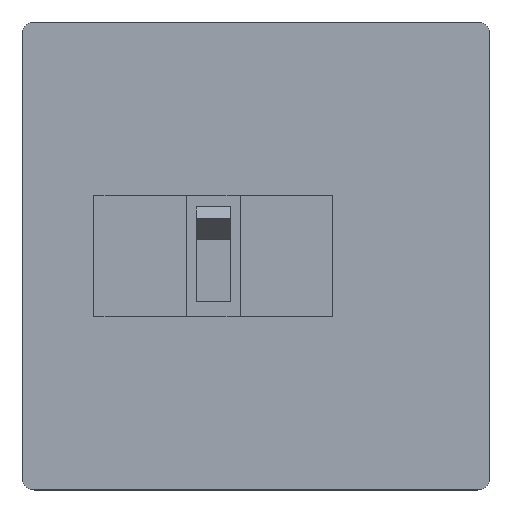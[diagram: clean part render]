
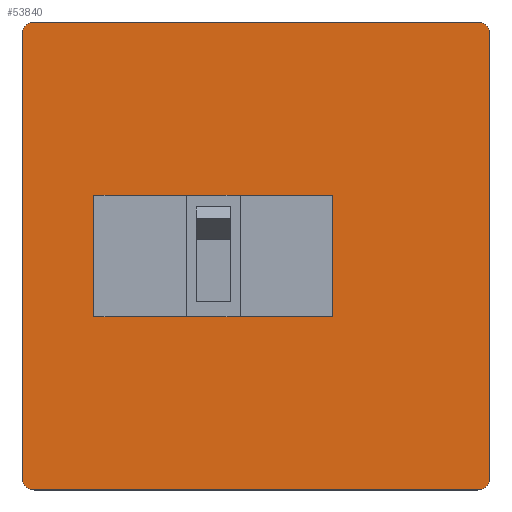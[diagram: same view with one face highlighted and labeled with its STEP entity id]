
A CAD part, top view. The second image highlights one B-rep face of the part: STEP entity #53840.
In plain terms, the highlighted planar face has unit normal (0, 0, 1).
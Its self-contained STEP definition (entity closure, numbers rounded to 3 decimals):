
#43940=CARTESIAN_POINT('',(187.,192.,-17.995));
#43950=DIRECTION('',(0.,-1.,0.));
#43960=VECTOR('',#43950,1.);
#43970=LINE('',#43940,#43960);
#43980=CARTESIAN_POINT('',(187.,187.,-17.995));
#43990=VERTEX_POINT('',#43980);
#44000=CARTESIAN_POINT('',(187.,5.,-17.995));
#44010=VERTEX_POINT('',#44000);
#44020=EDGE_CURVE('',#43990,#44010,#43970,.T.);
#44740=CARTESIAN_POINT('',(182.,187.,-17.995));
#44750=DIRECTION('',(0.,0.,-1.));
#44760=DIRECTION('',(-1.,0.,0.));
#44770=AXIS2_PLACEMENT_3D('',#44740,#44750,#44760);
#44780=CIRCLE('',#44770,5.);
#44790=CARTESIAN_POINT('',(182.,192.,-17.995));
#44800=VERTEX_POINT('',#44790);
#44810=EDGE_CURVE('',#44800,#43990,#44780,.T.);
#45200=CARTESIAN_POINT('',(182.,0.,-17.995));
#45210=VERTEX_POINT('',#45200);
#45240=CARTESIAN_POINT('',(182.,5.,-17.995));
#45250=DIRECTION('',(0.,0.,-1.));
#45260=DIRECTION('',(-1.,0.,0.));
#45270=AXIS2_PLACEMENT_3D('',#45240,#45250,#45260);
#45280=CIRCLE('',#45270,5.);
#45290=EDGE_CURVE('',#44010,#45210,#45280,.T.);
#47980=CARTESIAN_POINT('',(-5.,187.,-17.995));
#47990=VERTEX_POINT('',#47980);
#48020=CARTESIAN_POINT('',(-5.,0.,-17.995));
#48030=DIRECTION('',(0.,1.,0.));
#48040=VECTOR('',#48030,1.);
#48050=LINE('',#48020,#48040);
#48060=CARTESIAN_POINT('',(-5.,5.,-17.995));
#48070=VERTEX_POINT('',#48060);
#48080=EDGE_CURVE('',#48070,#47990,#48050,.T.);
#48770=CARTESIAN_POINT('',(0.,192.,-17.995))
;
#48780=VERTEX_POINT('',#48770);
#48810=CARTESIAN_POINT('',(0.,187.,-17.995))
;
#48820=DIRECTION('',(0.,0.,-1.));
#48830=DIRECTION('',(-1.,0.,0.));
#48840=AXIS2_PLACEMENT_3D('',#48810,#48820,#48830);
#48850=CIRCLE('',#48840,5.);
#48860=EDGE_CURVE('',#47990,#48780,#48850,.T.);
#48970=CARTESIAN_POINT('',(0.,5.,-17.995));
#48980=DIRECTION('',(0.,0.,1.));
#48990=DIRECTION('',(1.,0.,0.));
#49000=AXIS2_PLACEMENT_3D('',#48970,#48980,#48990);
#49010=CIRCLE('',#49000,5.);
#49020=CARTESIAN_POINT('',(0.,0.,-17.995));
#49030=VERTEX_POINT('',#49020);
#49040=EDGE_CURVE('',#48070,#49030,#49010,.T.);
#49300=CARTESIAN_POINT('',(187.,192.,-17.995));
#49310=DIRECTION('',(-1.,0.,0.));
#49320=VECTOR('',#49310,1.);
#49330=LINE('',#49300,#49320);
#49340=EDGE_CURVE('',#44800,#48780,#49330,.T.);
#53130=CARTESIAN_POINT('',(187.,0.,-17.995));
#53140=DIRECTION('',(-1.,0.,0.));
#53150=VECTOR('',#53140,1.);
#53160=LINE('',#53130,#53150);
#53170=EDGE_CURVE('',#45210,#49030,#53160,.T.);
#53350=CARTESIAN_POINT('',(187.,192.,-17.995));
#53360=DIRECTION('',(0.,0.,1.));
#53370=DIRECTION('',(0.,1.,0.));
#53380=AXIS2_PLACEMENT_3D('',#53350,#53360,#53370);
#53390=PLANE('',#53380);
#53400=ORIENTED_EDGE('',*,*,#45290,.F.);
#53410=ORIENTED_EDGE('',*,*,#53170,.F.);
#53420=ORIENTED_EDGE('',*,*,#49040,.T.);
#53430=ORIENTED_EDGE('',*,*,#48080,.F.);
#53440=ORIENTED_EDGE('',*,*,#48860,.F.);
#53450=ORIENTED_EDGE('',*,*,#49340,.T.);
#53460=ORIENTED_EDGE('',*,*,#44810,.F.);
#53470=ORIENTED_EDGE('',*,*,#44020,.F.);
#53480=EDGE_LOOP('',(#53470,#53460,#53450,#53440,#53430,#53420,#53410,
#53400));
#53490=FACE_OUTER_BOUND('',#53480,.T.);
#53500=CARTESIAN_POINT('',(0.,71.,-17.995));
#53510=DIRECTION('',(1.,0.,0.));
#53520=VECTOR('',#53510,1.);
#53530=LINE('',#53500,#53520);
#53540=CARTESIAN_POINT('',(24.5,71.,-17.995));
#53550=VERTEX_POINT('',#53540);
#53560=CARTESIAN_POINT('',(122.5,71.,-17.995));
#53570=VERTEX_POINT('',#53560);
#53580=EDGE_CURVE('',#53550,#53570,#53530,.T.);
#53590=ORIENTED_EDGE('',*,*,#53580,.F.);
#53600=CARTESIAN_POINT('',(122.5,0.,-17.995));
#53610=DIRECTION('',(0.,1.,0.));
#53620=VECTOR('',#53610,1.);
#53630=LINE('',#53600,#53620);
#53640=CARTESIAN_POINT('',(122.5,121.,-17.995));
#53650=VERTEX_POINT('',#53640);
#53660=EDGE_CURVE('',#53570,#53650,#53630,.T.);
#53670=ORIENTED_EDGE('',*,*,#53660,.F.);
#53680=CARTESIAN_POINT('',(0.,121.,-17.995));
#53690=DIRECTION('',(-1.,0.,0.));
#53700=VECTOR('',#53690,1.);
#53710=LINE('',#53680,#53700);
#53720=CARTESIAN_POINT('',(24.5,121.,-17.995));
#53730=VERTEX_POINT('',#53720);
#53740=EDGE_CURVE('',#53650,#53730,#53710,.T.);
#53750=ORIENTED_EDGE('',*,*,#53740,.F.);
#53760=CARTESIAN_POINT('',(24.5,0.,-17.995));
#53770=DIRECTION('',(0.,-1.,0.));
#53780=VECTOR('',#53770,1.);
#53790=LINE('',#53760,#53780);
#53800=EDGE_CURVE('',#53730,#53550,#53790,.T.);
#53810=ORIENTED_EDGE('',*,*,#53800,.F.);
#53820=EDGE_LOOP('',(#53810,#53750,#53670,#53590));
#53830=FACE_BOUND('',#53820,.T.);
#53840=ADVANCED_FACE('',(#53490,#53830),#53390,.T.);
